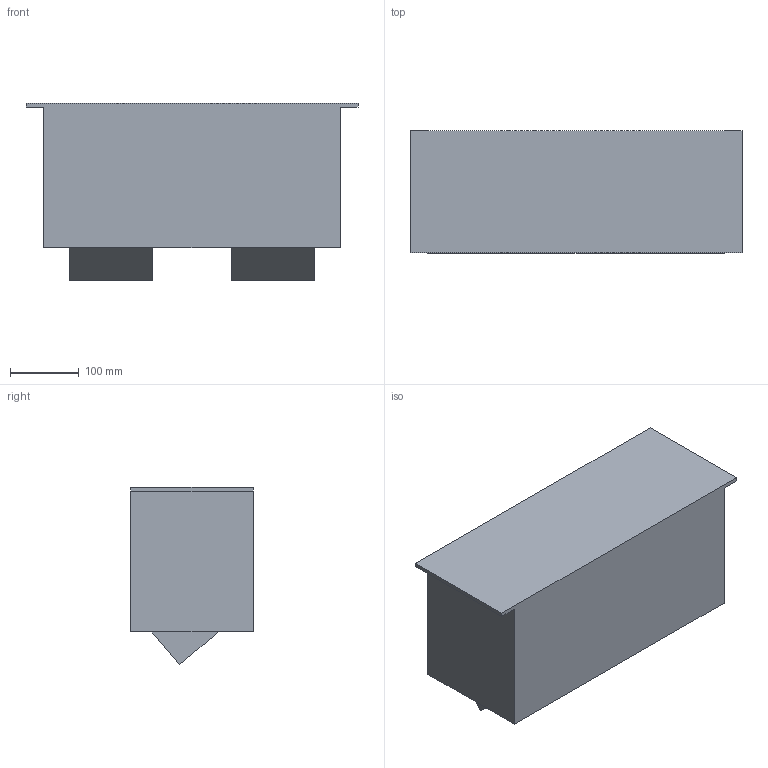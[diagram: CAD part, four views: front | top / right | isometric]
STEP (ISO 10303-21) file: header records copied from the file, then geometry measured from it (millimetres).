
FILE_DESCRIPTION((''),'2;1');
FILE_NAME('463769_ASM','2018-08-21T',('glaughla'),('CRENLO Cab Products, Inc'),'PRO/ENGINEER BY PARAMETRIC TECHNOLOGY CORPORATION, 2015440','PRO/ENGINEER BY PARAMETRIC TECHNOLOGY CORPORATION, 2015440','');
FILE_SCHEMA(('AUTOMOTIVE_DESIGN { 1 0 10303 214 1 1 1 1 }'));
Length unit declared in the file: inch
Products named in the file (2): 463303; 463769_ASM
Assembly tree (1 placements, depth 2):
  463769_ASM
    463303
Bounding box: 483.18 x 177.8 x 258.19 mm (x, y, z)
Volume: 16777016.3 mm3; surface area: 447945.8 mm2
Topology: 1 solids, 1 shells, 18 faces, 42 edges, 28 vertices
Faces by surface type: plane 18
Entity records: 1004 total; most frequent: CARTESIAN_POINT 95, DIRECTION 84, ORIENTED_EDGE 84, PROPERTY_DEFINITION 76, REPRESENTATION 75, PROPERTY_DEFINITION_REPRESENTATION 75, GENERAL_PROPERTY 61, GENERAL_PROPERTY_ASSOCIATION 61
